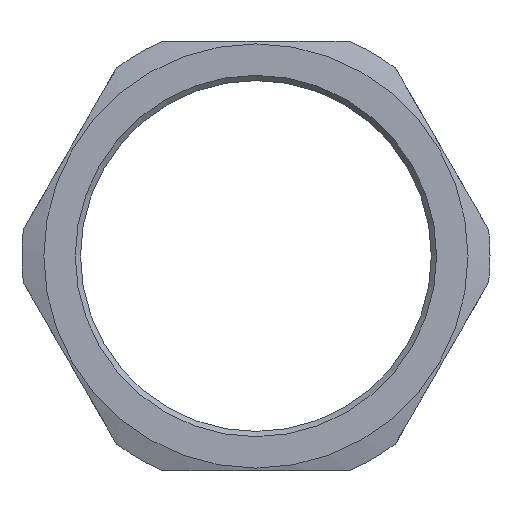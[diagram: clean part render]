
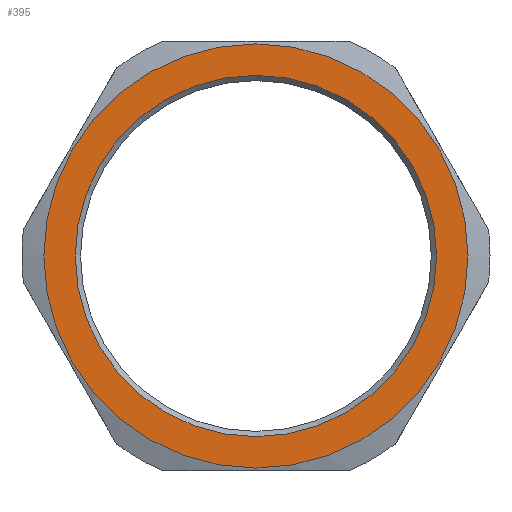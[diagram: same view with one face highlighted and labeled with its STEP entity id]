
A CAD part, left-side view. The second image highlights one B-rep face of the part: STEP entity #395.
In plain terms, the highlighted planar face has unit normal (-1, 0, 0).
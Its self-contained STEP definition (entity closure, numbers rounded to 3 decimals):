
#30=FACE_BOUND('',#91,.T.);
#37=PLANE('',#462);
#66=FACE_OUTER_BOUND('',#90,.T.);
#90=EDGE_LOOP('',(#353));
#91=EDGE_LOOP('',(#354));
#153=CIRCLE('',#451,20.25);
#154=CIRCLE('',#457,17.25);
#193=VERTEX_POINT('',#679);
#194=VERTEX_POINT('',#715);
#237=EDGE_CURVE('',#193,#193,#153,.T.);
#248=EDGE_CURVE('',#194,#194,#154,.T.);
#353=ORIENTED_EDGE('',*,*,#237,.T.);
#354=ORIENTED_EDGE('',*,*,#248,.F.);
#395=ADVANCED_FACE('',(#66,#30),#37,.F.);
#451=AXIS2_PLACEMENT_3D('',#681,#549,#550);
#457=AXIS2_PLACEMENT_3D('',#716,#562,#563);
#462=AXIS2_PLACEMENT_3D('',#726,#574,#575);
#549=DIRECTION('center_axis',(-1.,0.,0.));
#550=DIRECTION('ref_axis',(0.,1.,0.));
#562=DIRECTION('center_axis',(-1.,0.,0.));
#563=DIRECTION('ref_axis',(0.,-1.,0.));
#574=DIRECTION('center_axis',(1.,0.,0.));
#575=DIRECTION('ref_axis',(0.,0.,-1.));
#679=CARTESIAN_POINT('',(-17.,-20.25,0.));
#681=CARTESIAN_POINT('Origin',(-17.,0.,0.));
#715=CARTESIAN_POINT('',(-17.,17.25,0.));
#716=CARTESIAN_POINT('Origin',(-17.,0.,0.));
#726=CARTESIAN_POINT('Origin',(-17.,0.,0.));
